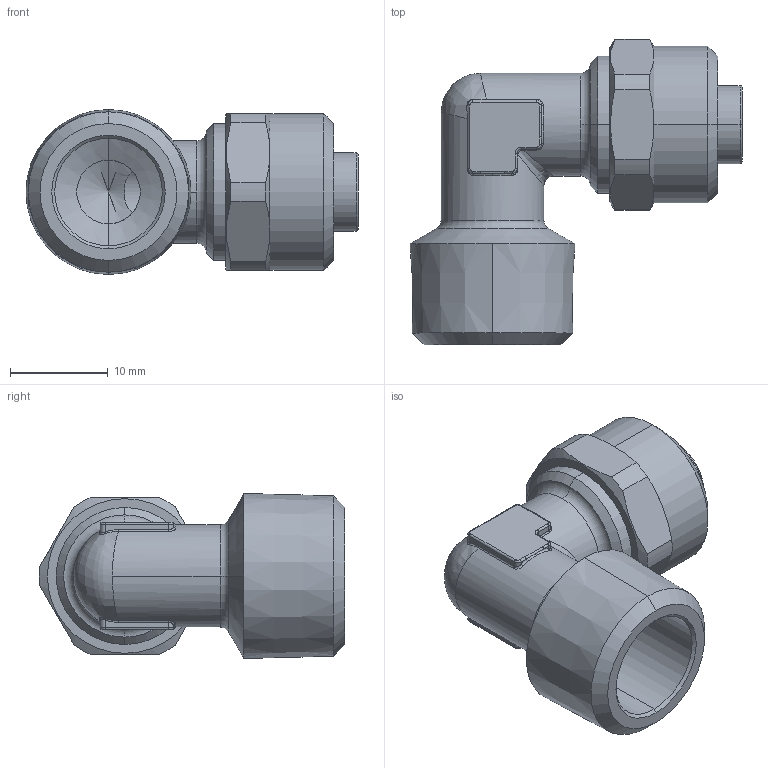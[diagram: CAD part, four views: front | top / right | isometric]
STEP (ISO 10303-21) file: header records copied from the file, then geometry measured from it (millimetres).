
FILE_DESCRIPTION (( 'STEP AP203' ), '1' );
FILE_NAME ('02060053.STEP', '2011-09-20T13:19:45', ( '' ), ( 'sopra-pneumatic' ), 'SwSTEP 2.0', 'SolidWorks 2011', '' );
FILE_SCHEMA (( 'CONFIG_CONTROL_DESIGN' ));
Length unit declared in the file: millimetre
Products named in the file (1): 02060053
Bounding box: 33.93 x 31.24 x 16.86 mm (x, y, z)
Volume: 4652.2 mm3; surface area: 3671.5 mm2
Topology: 1 solids, 1 shells, 171 faces, 397 edges, 229 vertices
Faces by surface type: cylinder 64, plane 29, cone 28, bspline 26, torus 24
Entity records: 5612 total; most frequent: CARTESIAN_POINT 1816, DIRECTION 790, ORIENTED_EDGE 790, EDGE_CURVE 395, AXIS2_PLACEMENT_3D 331, VERTEX_POINT 229, CIRCLE 185, EDGE_LOOP 176
